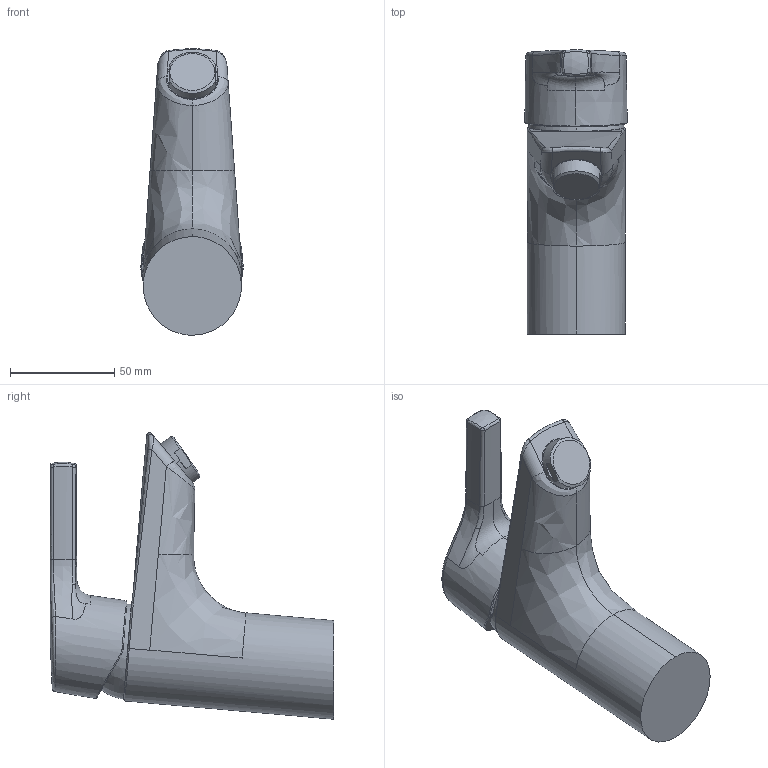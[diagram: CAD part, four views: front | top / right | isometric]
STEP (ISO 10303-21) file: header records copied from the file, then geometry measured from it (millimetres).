
FILE_DESCRIPTION (( 'STEP AP203' ), '1' );
FILE_NAME ('56362203.STEP', '2018-04-10T09:52:14', ( '' ), ( '' ), 'SwSTEP 2.0', 'SolidWorks 2016', '' );
FILE_SCHEMA (( 'CONFIG_CONTROL_DESIGN' ));
Length unit declared in the file: millimetre
Products named in the file (1): 56362203
Bounding box: 48.96 x 135.9 x 137.08 mm (x, y, z)
Volume: 327572.1 mm3; surface area: 35998.4 mm2
Topology: 1 solids, 1 shells, 85 faces, 220 edges, 139 vertices
Faces by surface type: bspline 54, plane 12, cylinder 11, torus 4, cone 2, sphere 2
Entity records: 11430 total; most frequent: CARTESIAN_POINT 9738, ORIENTED_EDGE 440, EDGE_CURVE 220, DIRECTION 184, VERTEX_POINT 139, B_SPLINE_CURVE_WITH_KNOTS 136, EDGE_LOOP 87, ADVANCED_FACE 85
